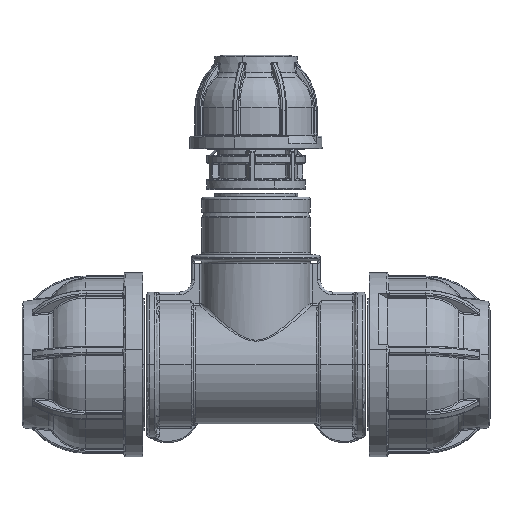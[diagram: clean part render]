
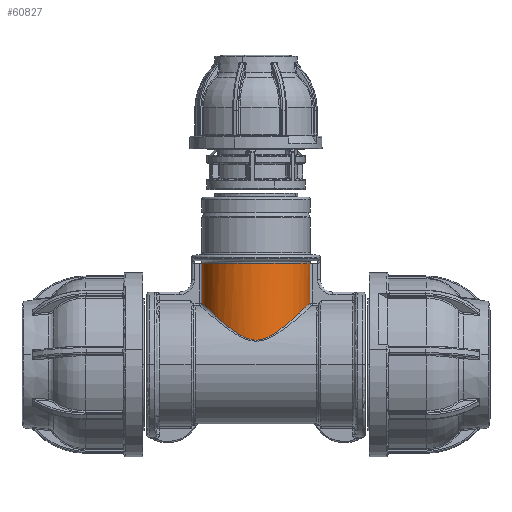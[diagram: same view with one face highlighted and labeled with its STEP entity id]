
A CAD part, top view. The second image highlights one B-rep face of the part: STEP entity #60827.
In plain terms, the highlighted cylindrical face has radius 21.5 mm (diameter 43 mm), a partial arc.
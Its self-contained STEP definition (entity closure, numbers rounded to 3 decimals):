
#3313 = CARTESIAN_POINT ( 'NONE',  ( 21.324, 40.2, 2.747 ) ) ;
#3325 = CARTESIAN_POINT ( 'NONE',  ( -21.324, 40.2, 2.747 ) ) ;
#3326 = CARTESIAN_POINT ( 'NONE',  ( -21.324, 24.331, 2.747 ) ) ;
#3421 = CARTESIAN_POINT ( 'NONE',  ( 21.324, 24.331, 2.747 ) ) ;
#9322 = VERTEX_POINT ( 'NONE', #3313 ) ;
#9328 = VERTEX_POINT ( 'NONE', #3325 ) ;
#9329 = VERTEX_POINT ( 'NONE', #3326 ) ;
#9424 = VERTEX_POINT ( 'NONE', #3421 ) ;
#10091 = EDGE_LOOP ( 'NONE', ( #22136, #22139, #22137, #22138 ) ) ;
#22136 = ORIENTED_EDGE ( 'NONE', *, *, #80362, .T. ) ;
#22137 = ORIENTED_EDGE ( 'NONE', *, *, #80353, .T. ) ;
#22138 = ORIENTED_EDGE ( 'NONE', *, *, #80350, .T. ) ;
#22139 = ORIENTED_EDGE ( 'NONE', *, *, #80360, .T. ) ;
#24877 = FACE_OUTER_BOUND ( 'NONE', #10091, .T. ) ;
#24878 = CYLINDRICAL_SURFACE ( 'NONE', #37938, 21.5 ) ;
#37938 = AXIS2_PLACEMENT_3D ( 'NONE', #45304, #45305, #45306 ) ;
#45304 = CARTESIAN_POINT ( 'NONE',  ( 0., 81.824, 0. ) ) ;
#45305 = DIRECTION ( 'NONE',  ( 0., 1., 0. ) ) ;
#45306 = DIRECTION ( 'NONE',  ( -1., 0., 0. ) ) ;
#60827 = ADVANCED_FACE ( 'NONE', ( #24877 ), #24878, .T. ) ;
#63784 = LINE ( 'NONE', #67779, #64597 ) ;
#63788 = LINE ( 'NONE', #67802, #64612 ) ;
#64597 = VECTOR ( 'NONE', #67780, 1000. ) ;
#64608 = CIRCLE ( 'NONE', #64609, 21.5 ) ;
#64609 = AXIS2_PLACEMENT_3D ( 'NONE', #67796, #67797, #67798 ) ;
#64612 = VECTOR ( 'NONE', #67803, 1000. ) ;
#67711 = CARTESIAN_POINT ( 'NONE',  ( -21.324, 24.331, 2.747 ) ) ;
#67712 = CARTESIAN_POINT ( 'NONE',  ( -21.138, 24.152, 4.189 ) ) ;
#67713 = CARTESIAN_POINT ( 'NONE',  ( -20.814, 23.841, 5.566 ) ) ;
#67714 = CARTESIAN_POINT ( 'NONE',  ( -20.255, 23.309, 7.219 ) ) ;
#67715 = CARTESIAN_POINT ( 'NONE',  ( -20.135, 23.195, 7.546 ) ) ;
#67716 = CARTESIAN_POINT ( 'NONE',  ( -19.884, 22.956, 8.186 ) ) ;
#67717 = CARTESIAN_POINT ( 'NONE',  ( -19.752, 22.831, 8.5 ) ) ;
#67718 = CARTESIAN_POINT ( 'NONE',  ( -19.336, 22.438, 9.424 ) ) ;
#67719 = CARTESIAN_POINT ( 'NONE',  ( -19.035, 22.154, 10.017 ) ) ;
#67720 = CARTESIAN_POINT ( 'NONE',  ( -18.387, 21.546, 11.163 ) ) ;
#67721 = CARTESIAN_POINT ( 'NONE',  ( -18.038, 21.221, 11.717 ) ) ;
#67722 = CARTESIAN_POINT ( 'NONE',  ( -17.305, 20.541, 12.775 ) ) ;
#67723 = CARTESIAN_POINT ( 'NONE',  ( -16.922, 20.188, 13.277 ) ) ;
#67724 = CARTESIAN_POINT ( 'NONE',  ( -15.727, 19.098, 14.713 ) ) ;
#67725 = CARTESIAN_POINT ( 'NONE',  ( -14.87, 18.327, 15.575 ) ) ;
#67726 = CARTESIAN_POINT ( 'NONE',  ( -13.495, 17.129, 16.748 ) ) ;
#67727 = CARTESIAN_POINT ( 'NONE',  ( -13.021, 16.721, 17.119 ) ) ;
#67728 = CARTESIAN_POINT ( 'NONE',  ( -12.045, 15.9, 17.819 ) ) ;
#67729 = CARTESIAN_POINT ( 'NONE',  ( -11.547, 15.489, 18.146 ) ) ;
#67730 = CARTESIAN_POINT ( 'NONE',  ( -10.015, 14.261, 19.062 ) ) ;
#67731 = CARTESIAN_POINT ( 'NONE',  ( -8.948, 13.448, 19.588 ) ) ;
#67732 = CARTESIAN_POINT ( 'NONE',  ( -7.239, 12.295, 20.254 ) ) ;
#67733 = CARTESIAN_POINT ( 'NONE',  ( -6.65, 11.922, 20.456 ) ) ;
#67734 = CARTESIAN_POINT ( 'NONE',  ( -5.421, 11.22, 20.815 ) ) ;
#67735 = CARTESIAN_POINT ( 'NONE',  ( -4.787, 10.895, 20.971 ) ) ;
#67736 = CARTESIAN_POINT ( 'NONE',  ( -3.801, 10.475, 21.164 ) ) ;
#67737 = CARTESIAN_POINT ( 'NONE',  ( -3.466, 10.346, 21.222 ) ) ;
#67738 = CARTESIAN_POINT ( 'NONE',  ( -2.781, 10.117, 21.322 ) ) ;
#67739 = CARTESIAN_POINT ( 'NONE',  ( -2.429, 10.017, 21.365 ) ) ;
#67740 = CARTESIAN_POINT ( 'NONE',  ( -1.369, 9.774, 21.468 ) ) ;
#67741 = CARTESIAN_POINT ( 'NONE',  ( -0.651, 9.689, 21.503 ) ) ;
#67742 = CARTESIAN_POINT ( 'NONE',  ( 0.445, 9.699, 21.498 ) ) ;
#67743 = CARTESIAN_POINT ( 'NONE',  ( 0.813, 9.725, 21.488 ) ) ;
#67744 = CARTESIAN_POINT ( 'NONE',  ( 1.533, 9.82, 21.448 ) ) ;
#67745 = CARTESIAN_POINT ( 'NONE',  ( 1.888, 9.888, 21.42 ) ) ;
#67746 = CARTESIAN_POINT ( 'NONE',  ( 2.589, 10.061, 21.346 ) ) ;
#67747 = CARTESIAN_POINT ( 'NONE',  ( 2.935, 10.165, 21.302 ) ) ;
#67748 = CARTESIAN_POINT ( 'NONE',  ( 3.62, 10.404, 21.196 ) ) ;
#67749 = CARTESIAN_POINT ( 'NONE',  ( 3.957, 10.538, 21.135 ) ) ;
#67750 = CARTESIAN_POINT ( 'NONE',  ( 4.94, 10.97, 20.936 ) ) ;
#67751 = CARTESIAN_POINT ( 'NONE',  ( 5.562, 11.296, 20.778 ) ) ;
#67752 = CARTESIAN_POINT ( 'NONE',  ( 6.763, 11.993, 20.418 ) ) ;
#67753 = CARTESIAN_POINT ( 'NONE',  ( 7.343, 12.363, 20.216 ) ) ;
#67754 = CARTESIAN_POINT ( 'NONE',  ( 8.47, 13.129, 19.771 ) ) ;
#67755 = CARTESIAN_POINT ( 'NONE',  ( 9.018, 13.524, 19.527 ) ) ;
#67756 = CARTESIAN_POINT ( 'NONE',  ( 10.09, 14.33, 18.995 ) ) ;
#67757 = CARTESIAN_POINT ( 'NONE',  ( 10.615, 14.741, 18.706 ) ) ;
#67758 = CARTESIAN_POINT ( 'NONE',  ( 12.142, 15.969, 17.783 ) ) ;
#67759 = CARTESIAN_POINT ( 'NONE',  ( 13.099, 16.783, 17.09 ) ) ;
#67760 = CARTESIAN_POINT ( 'NONE',  ( 14.91, 18.363, 15.536 ) ) ;
#67761 = CARTESIAN_POINT ( 'NONE',  ( 15.763, 19.13, 14.675 ) ) ;
#67762 = CARTESIAN_POINT ( 'NONE',  ( 16.96, 20.223, 13.229 ) ) ;
#67763 = CARTESIAN_POINT ( 'NONE',  ( 17.344, 20.577, 12.722 ) ) ;
#67764 = CARTESIAN_POINT ( 'NONE',  ( 18.068, 21.249, 11.67 ) ) ;
#67765 = CARTESIAN_POINT ( 'NONE',  ( 18.41, 21.568, 11.124 ) ) ;
#67766 = CARTESIAN_POINT ( 'NONE',  ( 19.051, 22.169, 9.987 ) ) ;
#67767 = CARTESIAN_POINT ( 'NONE',  ( 19.35, 22.451, 9.396 ) ) ;
#67768 = CARTESIAN_POINT ( 'NONE',  ( 19.901, 22.973, 8.164 ) ) ;
#67769 = CARTESIAN_POINT ( 'NONE',  ( 20.154, 23.213, 7.52 ) ) ;
#67770 = CARTESIAN_POINT ( 'NONE',  ( 20.816, 23.844, 5.553 ) ) ;
#67771 = CARTESIAN_POINT ( 'NONE',  ( 21.139, 24.153, 4.184 ) ) ;
#67772 = CARTESIAN_POINT ( 'NONE',  ( 21.324, 24.331, 2.747 ) ) ;
#67779 = CARTESIAN_POINT ( 'NONE',  ( -21.324, 81.824, 2.747 ) ) ;
#67780 = DIRECTION ( 'NONE',  ( 0., -1., 0. ) ) ;
#67796 = CARTESIAN_POINT ( 'NONE',  ( 0., 40.2, 0. ) ) ;
#67797 = DIRECTION ( 'NONE',  ( 0., -1., 0. ) ) ;
#67798 = DIRECTION ( 'NONE',  ( -1., 0., 0. ) ) ;
#67802 = CARTESIAN_POINT ( 'NONE',  ( 21.324, 81.824, 2.747 ) ) ;
#67803 = DIRECTION ( 'NONE',  ( 0., 1., 0. ) ) ;
#68047 = B_SPLINE_CURVE_WITH_KNOTS ( 'NONE', 3,
 ( #67711, #67712, #67713, #67714, #67715, #67716, #67717, #67718, #67719, #67720, #67721, #67722, #67723, #67724, #67725, #67726, #67727, #67728, #67729, #67730, #67731, #67732, #67733, #67734, #67735, #67736, #67737, #67738, #67739, #67740, #67741, #67742, #67743, #67744, #67745, #67746, #67747, #67748, #67749, #67750, #67751, #67752, #67753, #67754, #67755, #67756, #67757, #67758, #67759, #67760, #67761, #67762, #67763, #67764, #67765, #67766, #67767, #67768, #67769, #67770, #67771, #67772 ),
 .UNSPECIFIED., .F., .F.,
 ( 4, 2, 2, 2, 2, 2, 2, 2, 2, 2, 2, 2, 2, 2, 2, 2, 2, 2, 2, 2, 2, 2, 2, 2, 2, 2, 2, 2, 2, 2, 4 ),
 ( 0., 0.004, 0.005, 0.007, 0.009, 0.011, 0.013, 0.017, 0.02, 0.022, 0.026, 0.028, 0.03, 0.032, 0.033, 0.035, 0.036, 0.037, 0.038, 0.039, 0.041, 0.043, 0.046, 0.048, 0.052, 0.057, 0.059, 0.061, 0.063, 0.065, 0.07 ),
 .UNSPECIFIED. ) ;
#80350 = EDGE_CURVE ( 'NONE', #9329, #9424, #68047, .T. ) ;
#80353 = EDGE_CURVE ( 'NONE', #9328, #9329, #63784, .T. ) ;
#80360 = EDGE_CURVE ( 'NONE', #9322, #9328, #64608, .T. ) ;
#80362 = EDGE_CURVE ( 'NONE', #9424, #9322, #63788, .T. ) ;
